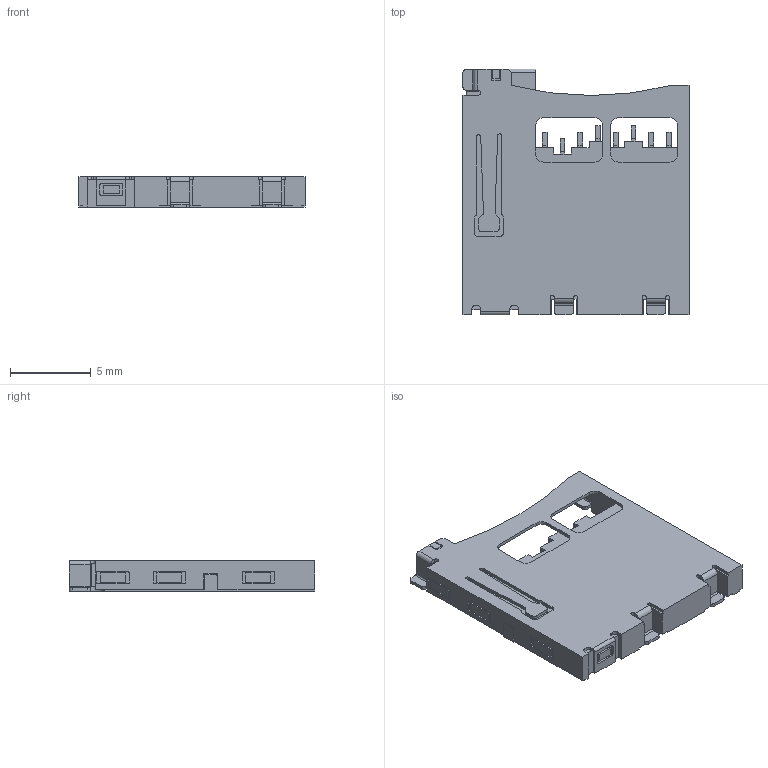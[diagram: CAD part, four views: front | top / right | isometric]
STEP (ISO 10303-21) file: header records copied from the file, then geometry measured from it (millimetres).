
FILE_DESCRIPTION((''),'2;1');
FILE_NAME('5008730806','2011-01-14T',('gb'),(''),'PRO/ENGINEER BY PARAMETRIC TECHNOLOGY CORPORATION, 2003451','PRO/ENGINEER BY PARAMETRIC TECHNOLOGY CORPORATION, 2003451','');
FILE_SCHEMA(('CONFIG_CONTROL_DESIGN'));
Length unit declared in the file: millimetre
Products named in the file (1): 5008730806
Bounding box: 14 x 15.2 x 1.9 mm (x, y, z)
Volume: 299.9 mm3; surface area: 586.7 mm2
Topology: 2 solids, 2 shells, 468 faces, 1358 edges, 914 vertices
Faces by surface type: plane 347, cylinder 121
Entity records: 15299 total; most frequent: CARTESIAN_POINT 2696, ORIENTED_EDGE 2620, DIRECTION 2538, EDGE_CURVE 1310, VECTOR 1114, LINE 1114, VERTEX_POINT 866, AXIS2_PLACEMENT_3D 712
